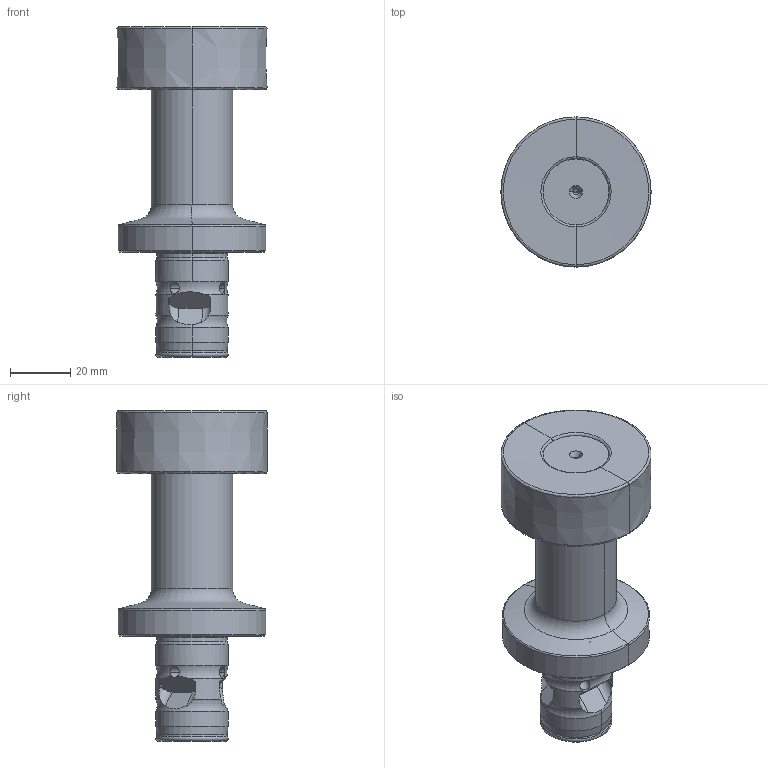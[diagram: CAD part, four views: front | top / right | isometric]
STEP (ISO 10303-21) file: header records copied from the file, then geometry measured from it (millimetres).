
FILE_DESCRIPTION((''),'2;1');
FILE_NAME('15T1__ASM','2010-06-09T',('rivarolo_pc'),(''),'PRO/ENGINEER BY PARAMETRIC TECHNOLOGY CORPORATION, 2009380','PRO/ENGINEER BY PARAMETRIC TECHNOLOGY CORPORATION, 2009380','');
FILE_SCHEMA(('CONFIG_CONTROL_DESIGN'));
Length unit declared in the file: millimetre
Products named in the file (3): 15T1J050021Z4R00_HSG; SCHNEIDEN-; 15T1__ASM
Assembly tree (2 placements, depth 2):
  15T1__ASM
    15T1J050021Z4R00_HSG
    SCHNEIDEN-
Bounding box: 49.95 x 49.95 x 109.98 mm (x, y, z)
Volume: 122191.7 mm3; surface area: 27012.2 mm2
Topology: 2 solids, 2 shells, 128 faces, 331 edges, 195 vertices
Faces by surface type: cone 43, cylinder 37, torus 24, plane 16, revolution 8
Entity records: 4789 total; most frequent: CARTESIAN_POINT 1693, ORIENTED_EDGE 642, DIRECTION 625, EDGE_CURVE 321, AXIS2_PLACEMENT_3D 263, VERTEX_POINT 195, CIRCLE 138, EDGE_LOOP 136
